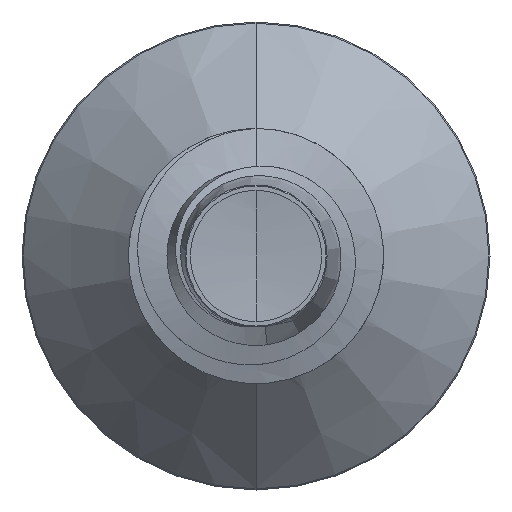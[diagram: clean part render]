
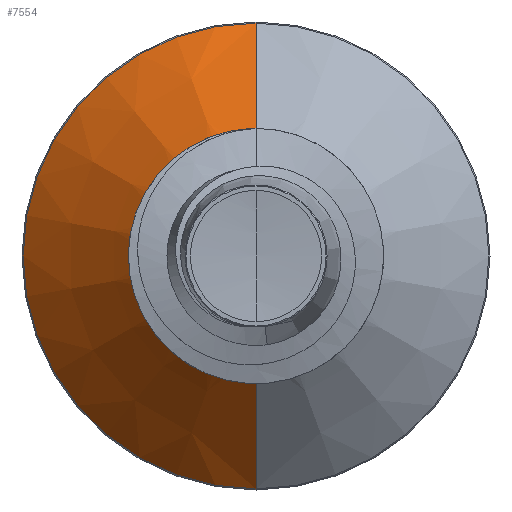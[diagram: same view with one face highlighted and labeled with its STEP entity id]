
A CAD part, front view. The second image highlights one B-rep face of the part: STEP entity #7554.
In plain terms, the highlighted conical face has half-angle 45 degrees and reference radius 1.165 mm.
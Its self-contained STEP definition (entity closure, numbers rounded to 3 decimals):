
#205 = LINE ( 'NONE', #7936, #6518 ) ;
#267 = CARTESIAN_POINT ( 'NONE',  ( 0., 2.365, -1.165 ) ) ;
#456 = VERTEX_POINT ( 'NONE', #4062 ) ;
#611 = DIRECTION ( 'NONE',  ( 0., 1., 0. ) ) ;
#632 = AXIS2_PLACEMENT_3D ( 'NONE', #5962, #5939, #5931 ) ;
#1121 = AXIS2_PLACEMENT_3D ( 'NONE', #4375, #611, #5006 ) ;
#1136 = LINE ( 'NONE', #5711, #4471 ) ;
#1696 = DIRECTION ( 'NONE',  ( 0., 0.707, 0.707 ) ) ;
#1769 = CARTESIAN_POINT ( 'NONE',  ( 0., 2.365, 0. ) ) ;
#1936 = CARTESIAN_POINT ( 'NONE',  ( 0., 3.937, 2.737 ) ) ;
#2227 = VERTEX_POINT ( 'NONE', #267 ) ;
#2351 = CONICAL_SURFACE ( 'NONE', #7591, 1.165, 0.785 ) ;
#2401 = DIRECTION ( 'NONE',  ( 0., 1., 0. ) ) ;
#2427 = DIRECTION ( 'NONE',  ( 0., 0., 1. ) ) ;
#3170 = EDGE_LOOP ( 'NONE', ( #3807, #6074, #7689, #8065 ) ) ;
#3318 = VERTEX_POINT ( 'NONE', #1936 ) ;
#3655 = EDGE_CURVE ( 'NONE', #2227, #4249, #8011, .T. ) ;
#3800 = EDGE_CURVE ( 'NONE', #2227, #456, #1136, .T. ) ;
#3807 = ORIENTED_EDGE ( 'NONE', *, *, #3800, .F. ) ;
#4062 = CARTESIAN_POINT ( 'NONE',  ( 0., 3.937, -2.737 ) ) ;
#4144 = FACE_OUTER_BOUND ( 'NONE', #3170, .T. ) ;
#4249 = VERTEX_POINT ( 'NONE', #4257 ) ;
#4257 = CARTESIAN_POINT ( 'NONE',  ( 0., 2.365, 1.165 ) ) ;
#4375 = CARTESIAN_POINT ( 'NONE',  ( 0., 3.937, 0. ) ) ;
#4471 = VECTOR ( 'NONE', #5258, 1000. ) ;
#5006 = DIRECTION ( 'NONE',  ( 0., 0., 1. ) ) ;
#5258 = DIRECTION ( 'NONE',  ( 0., 0.707, -0.707 ) ) ;
#5711 = CARTESIAN_POINT ( 'NONE',  ( 0., 2.365, -1.165 ) ) ;
#5856 = EDGE_CURVE ( 'NONE', #4249, #3318, #205, .T. ) ;
#5931 = DIRECTION ( 'NONE',  ( 0., 0., 1. ) ) ;
#5939 = DIRECTION ( 'NONE',  ( 0., 1., 0. ) ) ;
#5962 = CARTESIAN_POINT ( 'NONE',  ( 0., 2.365, 0. ) ) ;
#6074 = ORIENTED_EDGE ( 'NONE', *, *, #3655, .T. ) ;
#6518 = VECTOR ( 'NONE', #1696, 1000. ) ;
#7514 = CIRCLE ( 'NONE', #1121, 2.737 ) ;
#7554 = ADVANCED_FACE ( 'NONE', ( #4144 ), #2351, .T. ) ;
#7591 = AXIS2_PLACEMENT_3D ( 'NONE', #1769, #2401, #2427 ) ;
#7689 = ORIENTED_EDGE ( 'NONE', *, *, #5856, .T. ) ;
#7930 = EDGE_CURVE ( 'NONE', #456, #3318, #7514, .T. ) ;
#7936 = CARTESIAN_POINT ( 'NONE',  ( 0., 2.365, 1.165 ) ) ;
#8011 = CIRCLE ( 'NONE', #632, 1.165 ) ;
#8065 = ORIENTED_EDGE ( 'NONE', *, *, #7930, .F. ) ;
